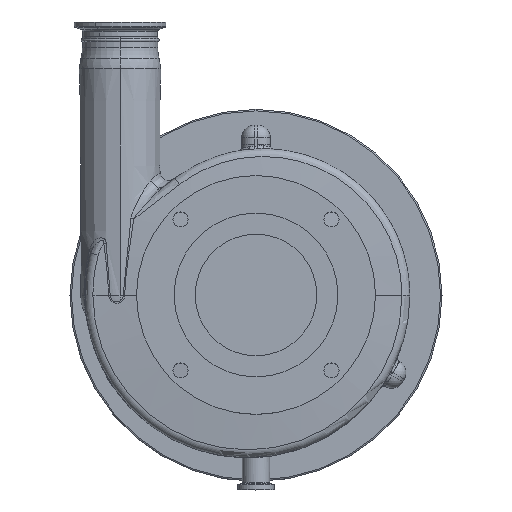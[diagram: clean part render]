
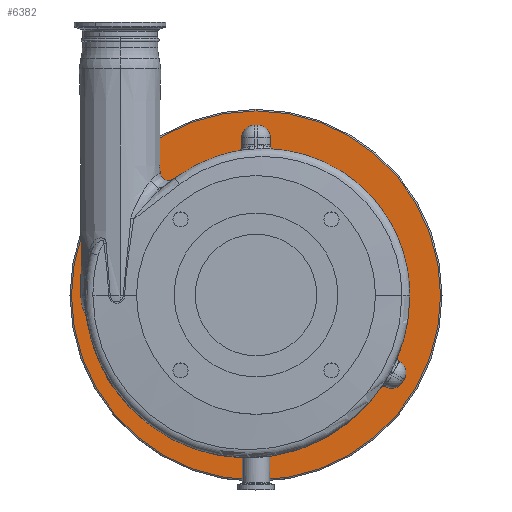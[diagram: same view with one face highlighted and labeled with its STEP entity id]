
A CAD part, top view. The second image highlights one B-rep face of the part: STEP entity #6382.
In plain terms, the highlighted planar face has unit normal (0, 0, 1).
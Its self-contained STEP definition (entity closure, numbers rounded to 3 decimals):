
#6 = VERTEX_POINT ( 'NONE', #8092 ) ;
#353 = DIRECTION ( 'NONE',  ( -1., 0., 0. ) ) ;
#479 = AXIS2_PLACEMENT_3D ( 'NONE', #8429, #15496, #4763 ) ;
#490 = AXIS2_PLACEMENT_3D ( 'NONE', #10348, #3345, #8287 ) ;
#694 = CARTESIAN_POINT ( 'NONE',  ( -94.397, -54.5, -58.5 ) ) ;
#784 = ORIENTED_EDGE ( 'NONE', *, *, #4794, .F. ) ;
#908 = EDGE_LOOP ( 'NONE', ( #10616, #7281 ) ) ;
#986 = DIRECTION ( 'NONE',  ( 0., 0., 1. ) ) ;
#997 = VERTEX_POINT ( 'NONE', #14672 ) ;
#1253 = CIRCLE ( 'NONE', #10136, 10. ) ;
#1277 = ORIENTED_EDGE ( 'NONE', *, *, #12576, .F. ) ;
#1449 = VERTEX_POINT ( 'NONE', #7784 ) ;
#1535 = EDGE_CURVE ( 'NONE', #6, #14769, #9853, .T. ) ;
#1576 = EDGE_CURVE ( 'NONE', #14769, #6, #12621, .T. ) ;
#2210 = DIRECTION ( 'NONE',  ( -1., 0., 0. ) ) ;
#2538 = DIRECTION ( 'NONE',  ( 0., 0., 1. ) ) ;
#2679 = DIRECTION ( 'NONE',  ( 0., 0., 1. ) ) ;
#2780 = DIRECTION ( 'NONE',  ( 0., 0., 1. ) ) ;
#2854 = CIRCLE ( 'NONE', #6175, 129. ) ;
#2869 = EDGE_CURVE ( 'NONE', #15035, #997, #7867, .T. ) ;
#2994 = AXIS2_PLACEMENT_3D ( 'NONE', #9531, #8183, #5706 ) ;
#3165 = AXIS2_PLACEMENT_3D ( 'NONE', #9830, #8736, #11078 ) ;
#3183 = EDGE_CURVE ( 'NONE', #7234, #9273, #1253, .T. ) ;
#3345 = DIRECTION ( 'NONE',  ( 0., 0., 1. ) ) ;
#3459 = CARTESIAN_POINT ( 'NONE',  ( 0., 109., -58.5 ) ) ;
#3544 = DIRECTION ( 'NONE',  ( 0., 0., -1. ) ) ;
#3547 = CARTESIAN_POINT ( 'NONE',  ( -10., 109., -58.5 ) ) ;
#3676 = EDGE_CURVE ( 'NONE', #8301, #1449, #7109, .T. ) ;
#3897 = CARTESIAN_POINT ( 'NONE',  ( 94.397, -54.5, -58.5 ) ) ;
#4379 = AXIS2_PLACEMENT_3D ( 'NONE', #3897, #2780, #7557 ) ;
#4517 = FACE_BOUND ( 'NONE', #11765, .T. ) ;
#4763 = DIRECTION ( 'NONE',  ( -1., 0., 0. ) ) ;
#4794 = EDGE_CURVE ( 'NONE', #9273, #7234, #13397, .T. ) ;
#5103 = ORIENTED_EDGE ( 'NONE', *, *, #3676, .F. ) ;
#5464 = DIRECTION ( 'NONE',  ( 0., 0., 1. ) ) ;
#5706 = DIRECTION ( 'NONE',  ( -1., 0., 0. ) ) ;
#5924 = CARTESIAN_POINT ( 'NONE',  ( -129., 0., -58.5 ) ) ;
#6102 = EDGE_LOOP ( 'NONE', ( #784, #8732 ) ) ;
#6170 = DIRECTION ( 'NONE',  ( 1., 0., 0. ) ) ;
#6175 = AXIS2_PLACEMENT_3D ( 'NONE', #8593, #2538, #6170 ) ;
#6382 = ADVANCED_FACE ( 'NONE', ( #4517, #14169, #8179, #12992, #6979 ), #8260, .F. ) ;
#6652 = CIRCLE ( 'NONE', #4379, 10. ) ;
#6751 = CARTESIAN_POINT ( 'NONE',  ( -97., 0., -58.5 ) ) ;
#6979 = FACE_OUTER_BOUND ( 'NONE', #8353, .T. ) ;
#7109 = CIRCLE ( 'NONE', #490, 10. ) ;
#7234 = VERTEX_POINT ( 'NONE', #3547 ) ;
#7281 = ORIENTED_EDGE ( 'NONE', *, *, #8215, .F. ) ;
#7557 = DIRECTION ( 'NONE',  ( -1., 0., 0. ) ) ;
#7702 = CARTESIAN_POINT ( 'NONE',  ( 0., 0., -58.5 ) ) ;
#7714 = CARTESIAN_POINT ( 'NONE',  ( -104.397, -54.5, -58.5 ) ) ;
#7740 = ORIENTED_EDGE ( 'NONE', *, *, #13266, .T. ) ;
#7784 = CARTESIAN_POINT ( 'NONE',  ( -84.397, -54.5, -58.5 ) ) ;
#7867 = CIRCLE ( 'NONE', #479, 10. ) ;
#8092 = CARTESIAN_POINT ( 'NONE',  ( 97., 0., -58.5 ) ) ;
#8164 = AXIS2_PLACEMENT_3D ( 'NONE', #11801, #3544, #2210 ) ;
#8179 = FACE_BOUND ( 'NONE', #6102, .T. ) ;
#8183 = DIRECTION ( 'NONE',  ( 0., 0., 1. ) ) ;
#8215 = EDGE_CURVE ( 'NONE', #997, #15035, #6652, .T. ) ;
#8260 = PLANE ( 'NONE',  #8164 ) ;
#8287 = DIRECTION ( 'NONE',  ( -1., 0., 0. ) ) ;
#8301 = VERTEX_POINT ( 'NONE', #7714 ) ;
#8353 = EDGE_LOOP ( 'NONE', ( #7740, #14005 ) ) ;
#8429 = CARTESIAN_POINT ( 'NONE',  ( 94.397, -54.5, -58.5 ) ) ;
#8593 = CARTESIAN_POINT ( 'NONE',  ( 0., 0., -58.5 ) ) ;
#8598 = AXIS2_PLACEMENT_3D ( 'NONE', #7702, #5464, #15101 ) ;
#8661 = CARTESIAN_POINT ( 'NONE',  ( 0., 109., -58.5 ) ) ;
#8732 = ORIENTED_EDGE ( 'NONE', *, *, #3183, .F. ) ;
#8736 = DIRECTION ( 'NONE',  ( 0., 0., 1. ) ) ;
#8750 = ORIENTED_EDGE ( 'NONE', *, *, #1576, .F. ) ;
#9273 = VERTEX_POINT ( 'NONE', #14154 ) ;
#9443 = DIRECTION ( 'NONE',  ( -1., 0., 0. ) ) ;
#9531 = CARTESIAN_POINT ( 'NONE',  ( 0., 0., -58.5 ) ) ;
#9830 = CARTESIAN_POINT ( 'NONE',  ( 0., 0., -58.5 ) ) ;
#9853 = CIRCLE ( 'NONE', #8598, 97. ) ;
#10136 = AXIS2_PLACEMENT_3D ( 'NONE', #3459, #11719, #9443 ) ;
#10317 = EDGE_CURVE ( 'NONE', #13237, #11040, #2854, .T. ) ;
#10348 = CARTESIAN_POINT ( 'NONE',  ( -94.397, -54.5, -58.5 ) ) ;
#10395 = AXIS2_PLACEMENT_3D ( 'NONE', #8661, #2679, #353 ) ;
#10616 = ORIENTED_EDGE ( 'NONE', *, *, #2869, .F. ) ;
#10782 = CIRCLE ( 'NONE', #3165, 129. ) ;
#10997 = AXIS2_PLACEMENT_3D ( 'NONE', #694, #986, #11498 ) ;
#11040 = VERTEX_POINT ( 'NONE', #14280 ) ;
#11078 = DIRECTION ( 'NONE',  ( 1., 0., 0. ) ) ;
#11498 = DIRECTION ( 'NONE',  ( -1., 0., 0. ) ) ;
#11719 = DIRECTION ( 'NONE',  ( 0., 0., 1. ) ) ;
#11765 = EDGE_LOOP ( 'NONE', ( #1277, #5103 ) ) ;
#11801 = CARTESIAN_POINT ( 'NONE',  ( 0., 64.295, -58.5 ) ) ;
#12576 = EDGE_CURVE ( 'NONE', #1449, #8301, #13769, .T. ) ;
#12621 = CIRCLE ( 'NONE', #2994, 97. ) ;
#12992 = FACE_BOUND ( 'NONE', #14554, .T. ) ;
#13137 = CARTESIAN_POINT ( 'NONE',  ( 104.397, -54.5, -58.5 ) ) ;
#13237 = VERTEX_POINT ( 'NONE', #5924 ) ;
#13266 = EDGE_CURVE ( 'NONE', #11040, #13237, #10782, .T. ) ;
#13397 = CIRCLE ( 'NONE', #10395, 10. ) ;
#13769 = CIRCLE ( 'NONE', #10997, 10. ) ;
#14005 = ORIENTED_EDGE ( 'NONE', *, *, #10317, .T. ) ;
#14154 = CARTESIAN_POINT ( 'NONE',  ( 10., 109., -58.5 ) ) ;
#14169 = FACE_BOUND ( 'NONE', #908, .T. ) ;
#14280 = CARTESIAN_POINT ( 'NONE',  ( 129., 0., -58.5 ) ) ;
#14554 = EDGE_LOOP ( 'NONE', ( #14614, #8750 ) ) ;
#14614 = ORIENTED_EDGE ( 'NONE', *, *, #1535, .F. ) ;
#14672 = CARTESIAN_POINT ( 'NONE',  ( 84.397, -54.5, -58.5 ) ) ;
#14769 = VERTEX_POINT ( 'NONE', #6751 ) ;
#15035 = VERTEX_POINT ( 'NONE', #13137 ) ;
#15101 = DIRECTION ( 'NONE',  ( -1., 0., 0. ) ) ;
#15496 = DIRECTION ( 'NONE',  ( 0., 0., 1. ) ) ;
